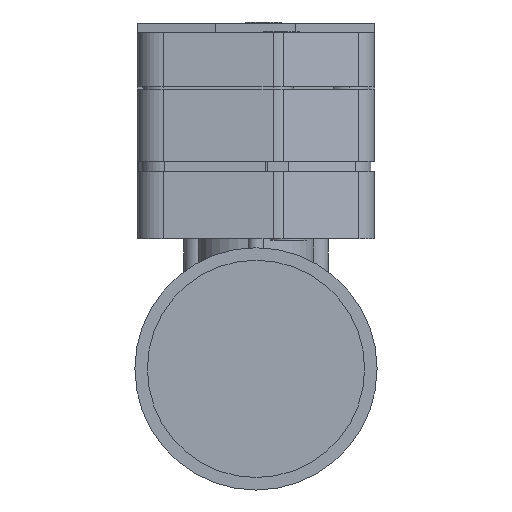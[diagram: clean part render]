
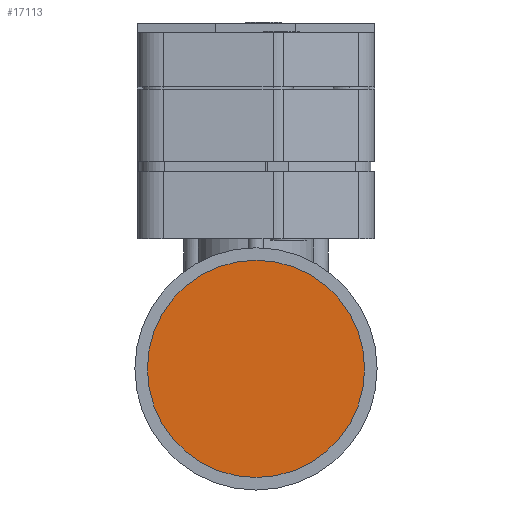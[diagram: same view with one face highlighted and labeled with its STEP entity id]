
A CAD part, left-side view. The second image highlights one B-rep face of the part: STEP entity #17113.
In plain terms, the highlighted planar face has unit normal (-1, 0, 0).
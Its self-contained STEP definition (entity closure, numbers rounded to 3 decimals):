
#3827=CARTESIAN_POINT('',(-68.,0.,-1.75));
#3828=DIRECTION('',(-1.,0.,0.));
#3829=DIRECTION('',(0.,-1.,0.));
#3830=AXIS2_PLACEMENT_3D('',#3827,#3828,#3829);
#3832=CARTESIAN_POINT('',(-68.,0.,-1.75));
#3833=DIRECTION('',(-1.,0.,0.));
#3834=DIRECTION('',(0.,1.,0.));
#3835=AXIS2_PLACEMENT_3D('',#3832,#3833,#3834);
#10433=CARTESIAN_POINT('',(-68.,21.075,-1.75));
#10434=CARTESIAN_POINT('',(-68.,-21.075,-1.75));
#10435=VERTEX_POINT('',#10433);
#10436=VERTEX_POINT('',#10434);
#17104=CARTESIAN_POINT('',(-68.,0.,19.325));
#17105=DIRECTION('',(1.,0.,0.));
#17106=DIRECTION('',(0.,1.,0.));
#17107=AXIS2_PLACEMENT_3D('',#17104,#17105,#17106);
#17108=PLANE('',#17107);
#17109=ORIENTED_EDGE('',*,*,#17072,.F.);
#17110=ORIENTED_EDGE('',*,*,#17092,.F.);
#17111=EDGE_LOOP('',(#17109,#17110));
#17112=FACE_OUTER_BOUND('',#17111,.F.);
#3831=CIRCLE('',#3830,21.075);
#3836=CIRCLE('',#3835,21.075);
#17072=EDGE_CURVE('',#10436,#10435,#3831,.T.);
#17092=EDGE_CURVE('',#10435,#10436,#3836,.T.);
#17113=ADVANCED_FACE('',(#17112),#17108,.F.);
